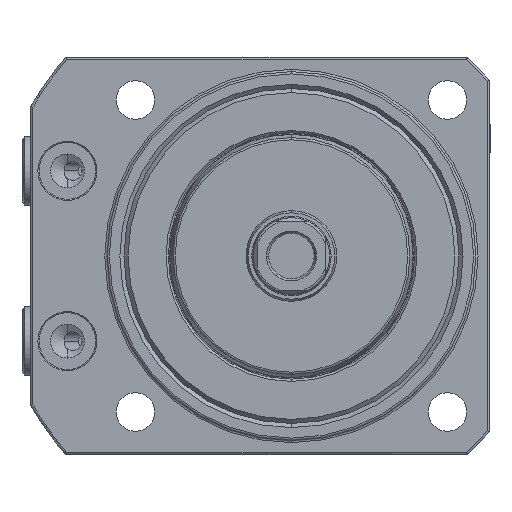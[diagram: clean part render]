
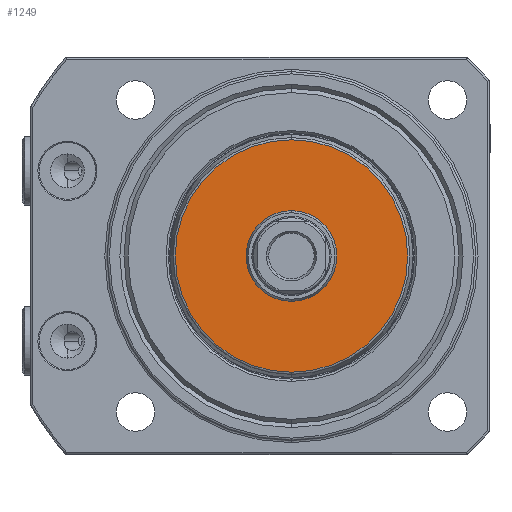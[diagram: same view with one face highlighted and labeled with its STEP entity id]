
A CAD part, front view. The second image highlights one B-rep face of the part: STEP entity #1249.
In plain terms, the highlighted planar face has unit normal (0, -1, 0).
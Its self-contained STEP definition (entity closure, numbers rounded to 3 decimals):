
#17 = VERTEX_POINT ( 'NONE', #7079 ) ;
#57 = VERTEX_POINT ( 'NONE', #7114 ) ;
#117 = VERTEX_POINT ( 'NONE', #7169 ) ;
#354 = AXIS2_PLACEMENT_3D ( 'NONE', #4468, #4478, #4479 ) ;
#359 = AXIS2_PLACEMENT_3D ( 'NONE', #4480, #4481, #4482 ) ;
#362 = AXIS2_PLACEMENT_3D ( 'NONE', #4453, #4454, #4455 ) ;
#372 = AXIS2_PLACEMENT_3D ( 'NONE', #4423, #4430, #4431 ) ;
#525 = FACE_BOUND ( 'NONE', #8205, .T. ) ;
#528 = FACE_OUTER_BOUND ( 'NONE', #8219, .T. ) ;
#529 = AXIS2_PLACEMENT_3D ( 'NONE', #2442, #2443, #2444 ) ;
#1249 = ADVANCED_FACE ( 'NONE', ( #525, #528 ), #2441, .F. ) ;
#2062 = ORIENTED_EDGE ( 'NONE', *, *, #8871, .T. ) ;
#2064 = ORIENTED_EDGE ( 'NONE', *, *, #8863, .T. ) ;
#2066 = ORIENTED_EDGE ( 'NONE', *, *, #8879, .T. ) ;
#2067 = ORIENTED_EDGE ( 'NONE', *, *, #8880, .T. ) ;
#2296 = VERTEX_POINT ( 'NONE', #3562 ) ;
#2441 = PLANE ( 'NONE',  #529 ) ;
#2442 = CARTESIAN_POINT ( 'NONE',  ( 20.772, 0., 0. ) ) ;
#2443 = DIRECTION ( 'NONE',  ( 0., 1., 0. ) ) ;
#2444 = DIRECTION ( 'NONE',  ( 0., 0., 1. ) ) ;
#3562 = CARTESIAN_POINT ( 'NONE',  ( 0., 0., -8. ) ) ;
#4423 = CARTESIAN_POINT ( 'NONE',  ( 0., 0., 0. ) ) ;
#4430 = DIRECTION ( 'NONE',  ( 0., 1., 0. ) ) ;
#4431 = DIRECTION ( 'NONE',  ( 0., 0., 1. ) ) ;
#4453 = CARTESIAN_POINT ( 'NONE',  ( 0., 0., 0. ) ) ;
#4454 = DIRECTION ( 'NONE',  ( 0., -1., 0. ) ) ;
#4455 = DIRECTION ( 'NONE',  ( 0., 0., 1. ) ) ;
#4468 = CARTESIAN_POINT ( 'NONE',  ( 0., 0., 0. ) ) ;
#4478 = DIRECTION ( 'NONE',  ( 0., 1., 0. ) ) ;
#4479 = DIRECTION ( 'NONE',  ( 0., 0., 1. ) ) ;
#4480 = CARTESIAN_POINT ( 'NONE',  ( 0., 0., 0. ) ) ;
#4481 = DIRECTION ( 'NONE',  ( 0., -1., 0. ) ) ;
#4482 = DIRECTION ( 'NONE',  ( 0., 0., 1. ) ) ;
#7079 = CARTESIAN_POINT ( 'NONE',  ( 0., 0., -20.492 ) ) ;
#7114 = CARTESIAN_POINT ( 'NONE',  ( 0., 0., 20.492 ) ) ;
#7169 = CARTESIAN_POINT ( 'NONE',  ( 0., 0., 8. ) ) ;
#8043 = CIRCLE ( 'NONE', #359, 20.492 ) ;
#8044 = CIRCLE ( 'NONE', #354, 8. ) ;
#8051 = CIRCLE ( 'NONE', #362, 20.492 ) ;
#8169 = CIRCLE ( 'NONE', #372, 8. ) ;
#8205 = EDGE_LOOP ( 'NONE', ( #2066, #2064 ) ) ;
#8219 = EDGE_LOOP ( 'NONE', ( #2067, #2062 ) ) ;
#8863 = EDGE_CURVE ( 'NONE', #2296, #117, #8169, .T. ) ;
#8871 = EDGE_CURVE ( 'NONE', #17, #57, #8051, .T. ) ;
#8879 = EDGE_CURVE ( 'NONE', #117, #2296, #8044, .T. ) ;
#8880 = EDGE_CURVE ( 'NONE', #57, #17, #8043, .T. ) ;
